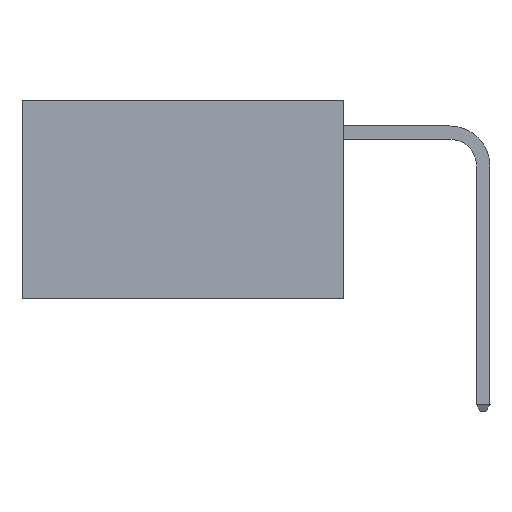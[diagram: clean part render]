
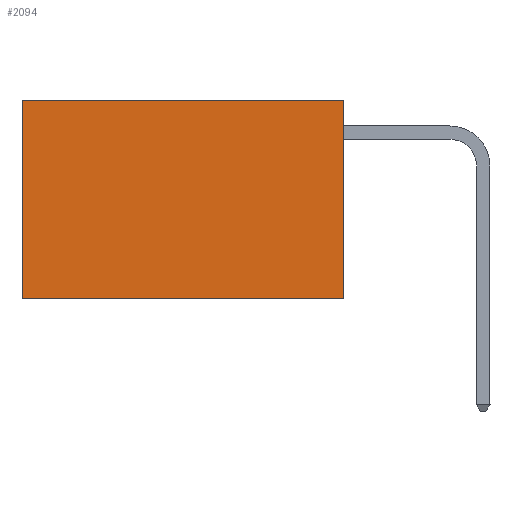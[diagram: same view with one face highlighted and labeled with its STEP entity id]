
A CAD part, left-side view. The second image highlights one B-rep face of the part: STEP entity #2094.
In plain terms, the highlighted planar face has unit normal (-1, 0, 0).
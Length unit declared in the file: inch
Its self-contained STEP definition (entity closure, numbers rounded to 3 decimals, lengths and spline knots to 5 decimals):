
#368 = VECTOR ( 'NONE', #7290, 39.37008 ) ;
#804 = CARTESIAN_POINT ( 'NONE',  ( 0.2625, 0., -0.37 ) ) ;
#1171 = LINE ( 'NONE', #5363, #10059 ) ;
#1211 = ORIENTED_EDGE ( 'NONE', *, *, #5714, .T. ) ;
#1377 = CARTESIAN_POINT ( 'NONE',  ( 0.2625, 0.6, -0.37 ) ) ;
#1462 = VERTEX_POINT ( 'NONE', #7251 ) ;
#1475 = LINE ( 'NONE', #7876, #5690 ) ;
#1601 = EDGE_CURVE ( 'NONE', #8156, #5963, #9496, .T. ) ;
#1755 = CARTESIAN_POINT ( 'NONE',  ( 0.2625, 0., 0. ) ) ;
#1837 = DIRECTION ( 'NONE',  ( 1., 0., 0. ) ) ;
#2094 = ADVANCED_FACE ( 'NONE', ( #6298 ), #4067, .F. ) ;
#2621 = DIRECTION ( 'NONE',  ( 0., 0., -1. ) ) ;
#2800 = VERTEX_POINT ( 'NONE', #3647 ) ;
#2862 = DIRECTION ( 'NONE',  ( 0., 0., -1. ) ) ;
#3023 = ORIENTED_EDGE ( 'NONE', *, *, #3407, .T. ) ;
#3407 = EDGE_CURVE ( 'NONE', #1462, #5963, #10843, .T. ) ;
#3647 = CARTESIAN_POINT ( 'NONE',  ( 0.2625, 0., 0. ) ) ;
#4067 = PLANE ( 'NONE',  #9841 ) ;
#5363 = CARTESIAN_POINT ( 'NONE',  ( 0.2625, 0., 0. ) ) ;
#5658 = ORIENTED_EDGE ( 'NONE', *, *, #1601, .F. ) ;
#5690 = VECTOR ( 'NONE', #8758, 39.37008 ) ;
#5714 = EDGE_CURVE ( 'NONE', #2800, #1462, #1475, .T. ) ;
#5963 = VERTEX_POINT ( 'NONE', #1377 ) ;
#6169 = EDGE_LOOP ( 'NONE', ( #3023, #5658, #10185, #1211 ) ) ;
#6298 = FACE_OUTER_BOUND ( 'NONE', #6169, .T. ) ;
#6395 = VECTOR ( 'NONE', #2621, 39.37008 ) ;
#7089 = DIRECTION ( 'NONE',  ( 0., 0., -1. ) ) ;
#7126 = CARTESIAN_POINT ( 'NONE',  ( 0.2625, 0., -0.37 ) ) ;
#7251 = CARTESIAN_POINT ( 'NONE',  ( 0.2625, 0.6, 0. ) ) ;
#7290 = DIRECTION ( 'NONE',  ( 0., 1., 0. ) ) ;
#7752 = EDGE_CURVE ( 'NONE', #2800, #8156, #1171, .T. ) ;
#7876 = CARTESIAN_POINT ( 'NONE',  ( 0.2625, 0., 0. ) ) ;
#8156 = VERTEX_POINT ( 'NONE', #804 ) ;
#8758 = DIRECTION ( 'NONE',  ( 0., 1., 0. ) ) ;
#9284 = CARTESIAN_POINT ( 'NONE',  ( 0.2625, 0.6, 0. ) ) ;
#9496 = LINE ( 'NONE', #7126, #368 ) ;
#9841 = AXIS2_PLACEMENT_3D ( 'NONE', #1755, #1837, #2862 ) ;
#10059 = VECTOR ( 'NONE', #7089, 39.37008 ) ;
#10185 = ORIENTED_EDGE ( 'NONE', *, *, #7752, .F. ) ;
#10843 = LINE ( 'NONE', #9284, #6395 ) ;
